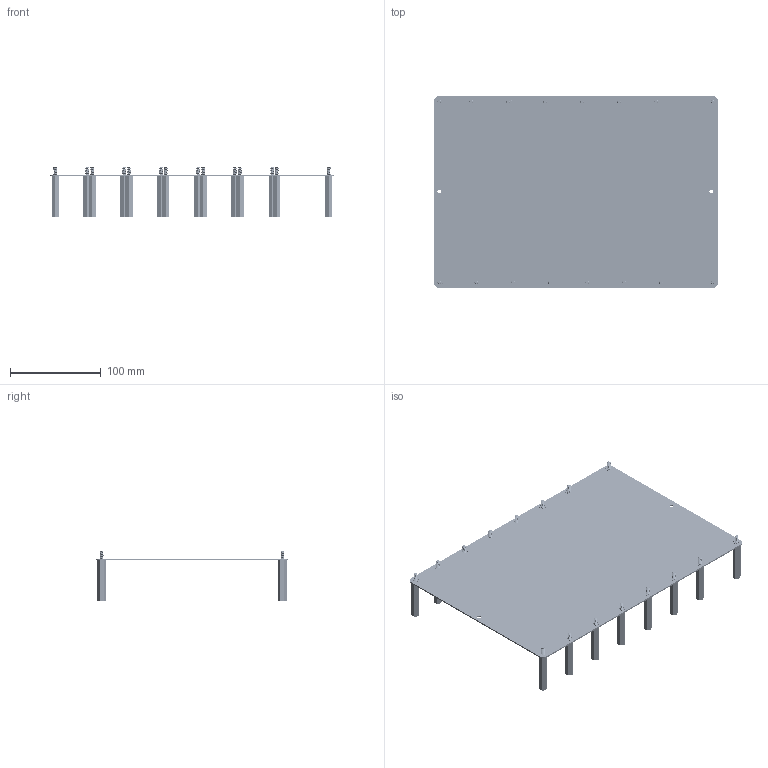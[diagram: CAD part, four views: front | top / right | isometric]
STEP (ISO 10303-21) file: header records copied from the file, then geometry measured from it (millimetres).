
FILE_DESCRIPTION(('KiCad electronic assembly'),'2;1');
FILE_NAME('7sAdapter.step','2019-07-29T16:38:33',('An Author'),( 'A Company'),'Open CASCADE STEP processor 6.9', 'KiCad to STEP converter','Unknown');
FILE_SCHEMA(('AUTOMOTIVE_DESIGN { 1 0 10303 214 1 1 1 1 }'));
Length unit declared in the file: millimetre
Products named in the file (4): Open CASCADE STEP translator 6.9 1; 93655A269_MALE-FEMALE_THREADED_HEX_STANDOFF; SOLID; COMPOUND
Assembly tree (18 placements, depth 3):
  Open CASCADE STEP translator 6.9 1
    93655A269_MALE-FEMALE_THREADED_HEX_STANDOFF  x16
      SOLID
    COMPOUND
Bounding box: 313 x 211 x 55 mm (x, y, z)
Volume: 144652.1 mm3; surface area: 162080.2 mm2
Topology: 17 solids, 17 shells, 1788 faces, 4926 edges, 3204 vertices
Faces by surface type: cylinder 1222, cone 288, plane 182, bspline 96
Full cylindrical faces by diameter (mm): 0.6 x256, 4.3 x2, 4.5 x16
Entity records: 36261 total; most frequent: CARTESIAN_POINT 13215, DIRECTION 4278, ORIENTED_EDGE 2202, PCURVE 2202, DEFINITIONAL_REPRESENTATION 2202, LINE 1760, VECTOR 1760, CIRCLE 1154
